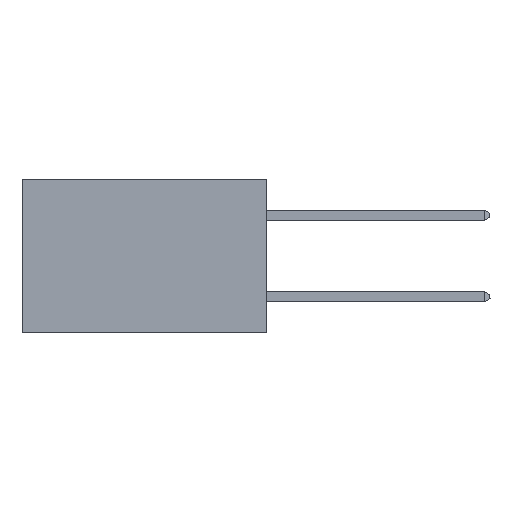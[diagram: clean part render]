
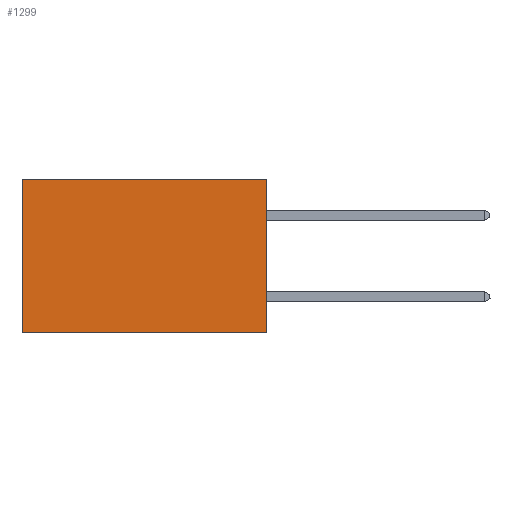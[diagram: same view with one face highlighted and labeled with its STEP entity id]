
A CAD part, left-side view. The second image highlights one B-rep face of the part: STEP entity #1299.
In plain terms, the highlighted planar face has unit normal (-1, 0, 0).
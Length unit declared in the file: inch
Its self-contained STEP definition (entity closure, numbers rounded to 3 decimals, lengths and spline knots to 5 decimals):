
#354 = EDGE_LOOP ( 'NONE', ( #4834, #15131, #11787, #7813 ) ) ;
#474 = VECTOR ( 'NONE', #4321, 39.37008 ) ;
#1299 = ADVANCED_FACE ( 'NONE', ( #4791 ), #10526, .F. ) ;
#1608 = EDGE_CURVE ( 'NONE', #9361, #3770, #4423, .T. ) ;
#3265 = EDGE_CURVE ( 'NONE', #9361, #4137, #13547, .T. ) ;
#3770 = VERTEX_POINT ( 'NONE', #8981 ) ;
#4137 = VERTEX_POINT ( 'NONE', #8614 ) ;
#4321 = DIRECTION ( 'NONE',  ( 0., 1., 0. ) ) ;
#4423 = LINE ( 'NONE', #8969, #5911 ) ;
#4439 = EDGE_CURVE ( 'NONE', #3770, #6160, #7146, .T. ) ;
#4480 = CARTESIAN_POINT ( 'NONE',  ( 0.2875, 0.6, -0.375 ) ) ;
#4650 = DIRECTION ( 'NONE',  ( 1., 0., 0. ) ) ;
#4791 = FACE_OUTER_BOUND ( 'NONE', #354, .T. ) ;
#4834 = ORIENTED_EDGE ( 'NONE', *, *, #4439, .T. ) ;
#5881 = LINE ( 'NONE', #6654, #474 ) ;
#5911 = VECTOR ( 'NONE', #7830, 39.37008 ) ;
#6160 = VERTEX_POINT ( 'NONE', #13711 ) ;
#6654 = CARTESIAN_POINT ( 'NONE',  ( 0.2875, 0., -0.375 ) ) ;
#6902 = CARTESIAN_POINT ( 'NONE',  ( 0.2875, 0., -0.375 ) ) ;
#7146 = LINE ( 'NONE', #4480, #9393 ) ;
#7813 = ORIENTED_EDGE ( 'NONE', *, *, #1608, .T. ) ;
#7830 = DIRECTION ( 'NONE',  ( 0., 1., 0. ) ) ;
#8020 = CARTESIAN_POINT ( 'NONE',  ( 0.2875, 0., -0.375 ) ) ;
#8161 = EDGE_CURVE ( 'NONE', #4137, #6160, #5881, .T. ) ;
#8317 = VECTOR ( 'NONE', #12837, 39.37008 ) ;
#8614 = CARTESIAN_POINT ( 'NONE',  ( 0.2875, 0., -0.375 ) ) ;
#8969 = CARTESIAN_POINT ( 'NONE',  ( 0.2875, 0., 0. ) ) ;
#8981 = CARTESIAN_POINT ( 'NONE',  ( 0.2875, 0.6, 0. ) ) ;
#9209 = AXIS2_PLACEMENT_3D ( 'NONE', #6902, #4650, #14078 ) ;
#9361 = VERTEX_POINT ( 'NONE', #10623 ) ;
#9393 = VECTOR ( 'NONE', #10287, 39.37008 ) ;
#10287 = DIRECTION ( 'NONE',  ( 0., 0., -1. ) ) ;
#10526 = PLANE ( 'NONE',  #9209 ) ;
#10623 = CARTESIAN_POINT ( 'NONE',  ( 0.2875, 0., 0. ) ) ;
#11787 = ORIENTED_EDGE ( 'NONE', *, *, #3265, .F. ) ;
#12837 = DIRECTION ( 'NONE',  ( 0., 0., -1. ) ) ;
#13547 = LINE ( 'NONE', #8020, #8317 ) ;
#13711 = CARTESIAN_POINT ( 'NONE',  ( 0.2875, 0.6, -0.375 ) ) ;
#14078 = DIRECTION ( 'NONE',  ( 0., 0., -1. ) ) ;
#15131 = ORIENTED_EDGE ( 'NONE', *, *, #8161, .F. ) ;
